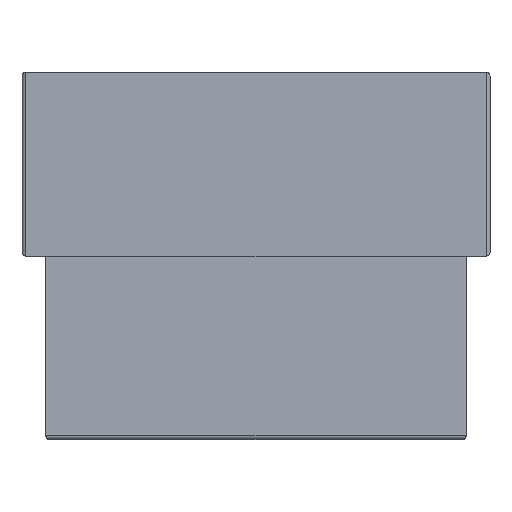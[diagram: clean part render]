
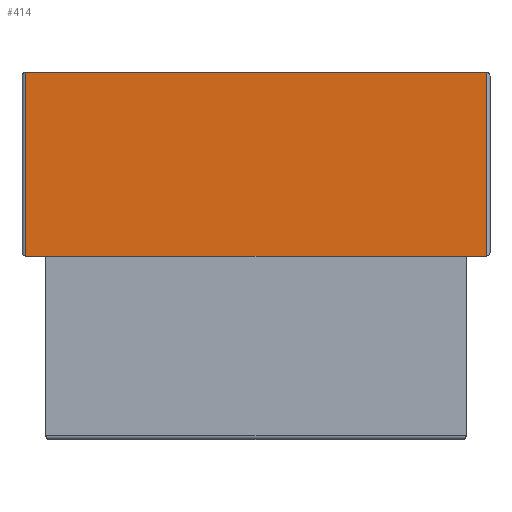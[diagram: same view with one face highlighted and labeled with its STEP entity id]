
A CAD part, front view. The second image highlights one B-rep face of the part: STEP entity #414.
In plain terms, the highlighted planar face has unit normal (0, -1, 0).
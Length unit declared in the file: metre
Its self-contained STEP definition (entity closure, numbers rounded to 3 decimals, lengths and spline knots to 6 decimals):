
#70=ORIENTED_EDGE('',*,*,#186,.T.);
#71=ORIENTED_EDGE('',*,*,#187,.T.);
#72=ORIENTED_EDGE('',*,*,#188,.F.);
#73=ORIENTED_EDGE('',*,*,#189,.T.);
#186=EDGE_CURVE('',#244,#245,#276,.T.);
#187=EDGE_CURVE('',#245,#246,#277,.F.);
#188=EDGE_CURVE('',#247,#246,#278,.T.);
#189=EDGE_CURVE('',#247,#244,#279,.T.);
#244=VERTEX_POINT('',#670);
#245=VERTEX_POINT('',#671);
#246=VERTEX_POINT('',#673);
#247=VERTEX_POINT('',#675);
#276=LINE('',#669,#314);
#277=LINE('',#672,#315);
#278=LINE('',#674,#316);
#279=LINE('',#676,#317);
#314=VECTOR('',#524,1.);
#315=VECTOR('',#525,1.);
#316=VECTOR('',#526,1.);
#317=VECTOR('',#527,1.);
#343=EDGE_LOOP('',(#70,#71,#72,#73));
#373=FACE_BOUND('',#343,.T.);
#403=PLANE('',#456);
#414=ADVANCED_FACE('',(#373),#403,.F.);
#456=AXIS2_PLACEMENT_3D('',#668,#522,#523);
#522=DIRECTION('',(0.,1.,0.));
#523=DIRECTION('',(0.,0.,1.));
#524=DIRECTION('',(-1.,0.,0.));
#525=DIRECTION('',(0.,0.,1.));
#526=DIRECTION('',(-1.,0.,0.));
#527=DIRECTION('',(0.,0.,1.));
#668=CARTESIAN_POINT('',(0.003188,0.007121,-0.05081));
#669=CARTESIAN_POINT('',(0.003188,0.007121,-0.04581));
#670=CARTESIAN_POINT('',(0.003138,0.007121,-0.04581));
#671=CARTESIAN_POINT('',(-0.003138,0.007121,-0.04581));
#672=CARTESIAN_POINT('',(-0.003138,0.007121,-0.05081));
#673=CARTESIAN_POINT('',(-0.003138,0.007121,-0.04831));
#674=CARTESIAN_POINT('',(0.003188,0.007121,-0.04831));
#675=CARTESIAN_POINT('',(0.003138,0.007121,-0.04831));
#676=CARTESIAN_POINT('',(0.003138,0.007121,-0.05081));
